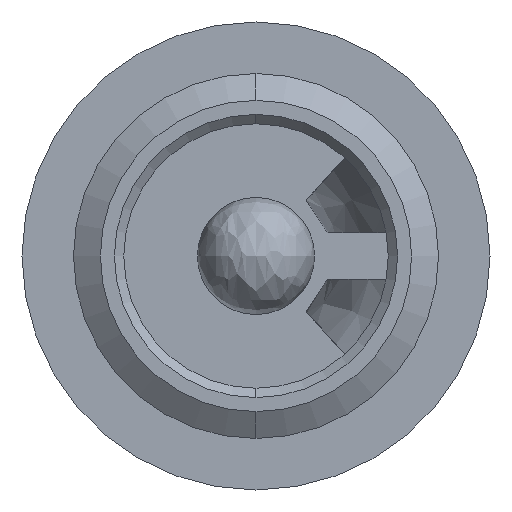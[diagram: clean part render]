
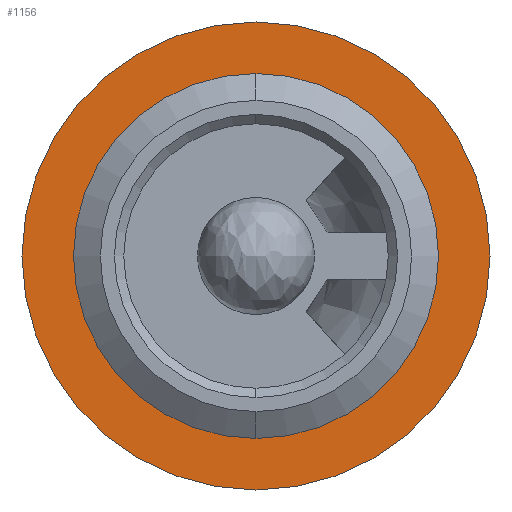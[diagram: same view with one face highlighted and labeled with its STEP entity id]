
A CAD part, left-side view. The second image highlights one B-rep face of the part: STEP entity #1156.
In plain terms, the highlighted planar face has unit normal (-1, 0, 0).
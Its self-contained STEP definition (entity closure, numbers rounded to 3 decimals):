
#141 = DIRECTION ( 'NONE',  ( -1., 0., 0. ) ) ;
#230 = VERTEX_POINT ( 'NONE', #2479 ) ;
#392 = CIRCLE ( 'NONE', #3210, 3.325 ) ;
#451 = ORIENTED_EDGE ( 'NONE', *, *, #1223, .T. ) ;
#518 = DIRECTION ( 'NONE',  ( 0., 0., 1. ) ) ;
#560 = DIRECTION ( 'NONE',  ( 1., 0., 0. ) ) ;
#586 = AXIS2_PLACEMENT_3D ( 'NONE', #3697, #141, #518 ) ;
#912 = CARTESIAN_POINT ( 'NONE',  ( 6.5, 0., 0. ) ) ;
#1156 = ADVANCED_FACE ( 'NONE', ( #1796, #3637 ), #2749, .T. ) ;
#1223 = EDGE_CURVE ( 'NONE', #2998, #2680, #3629, .T. ) ;
#1234 = CARTESIAN_POINT ( 'NONE',  ( 6.5, 0., 3.325 ) ) ;
#1249 = EDGE_CURVE ( 'NONE', #3700, #230, #2685, .T. ) ;
#1253 = DIRECTION ( 'NONE',  ( 1., 0., 0. ) ) ;
#1258 = CIRCLE ( 'NONE', #1918, 5. ) ;
#1404 = CARTESIAN_POINT ( 'NONE',  ( 6.5, 0., 0. ) ) ;
#1523 = AXIS2_PLACEMENT_3D ( 'NONE', #912, #1253, #1860 ) ;
#1539 = EDGE_LOOP ( 'NONE', ( #451, #3116 ) ) ;
#1796 = FACE_BOUND ( 'NONE', #1539, .T. ) ;
#1804 = CARTESIAN_POINT ( 'NONE',  ( 6.5, 0., -5. ) ) ;
#1860 = DIRECTION ( 'NONE',  ( 0., 0., 1. ) ) ;
#1918 = AXIS2_PLACEMENT_3D ( 'NONE', #3957, #3970, #2999 ) ;
#1953 = CARTESIAN_POINT ( 'NONE',  ( 6.5, 0., -3.325 ) ) ;
#1992 = ORIENTED_EDGE ( 'NONE', *, *, #3582, .F. ) ;
#2071 = DIRECTION ( 'NONE',  ( 0., 0., 1. ) ) ;
#2357 = EDGE_CURVE ( 'NONE', #2680, #2998, #392, .T. ) ;
#2479 = CARTESIAN_POINT ( 'NONE',  ( 6.5, 0., 5. ) ) ;
#2680 = VERTEX_POINT ( 'NONE', #1953 ) ;
#2685 = CIRCLE ( 'NONE', #1523, 5. ) ;
#2749 = PLANE ( 'NONE',  #586 ) ;
#2998 = VERTEX_POINT ( 'NONE', #1234 ) ;
#2999 = DIRECTION ( 'NONE',  ( 0., 0., 1. ) ) ;
#3061 = DIRECTION ( 'NONE',  ( 1., 0., 0. ) ) ;
#3083 = AXIS2_PLACEMENT_3D ( 'NONE', #3821, #560, #4137 ) ;
#3116 = ORIENTED_EDGE ( 'NONE', *, *, #2357, .T. ) ;
#3120 = EDGE_LOOP ( 'NONE', ( #1992, #4058 ) ) ;
#3210 = AXIS2_PLACEMENT_3D ( 'NONE', #1404, #3061, #2071 ) ;
#3582 = EDGE_CURVE ( 'NONE', #230, #3700, #1258, .T. ) ;
#3629 = CIRCLE ( 'NONE', #3083, 3.325 ) ;
#3637 = FACE_OUTER_BOUND ( 'NONE', #3120, .T. ) ;
#3697 = CARTESIAN_POINT ( 'NONE',  ( 6.5, 0., 0. ) ) ;
#3700 = VERTEX_POINT ( 'NONE', #1804 ) ;
#3821 = CARTESIAN_POINT ( 'NONE',  ( 6.5, 0., 0. ) ) ;
#3957 = CARTESIAN_POINT ( 'NONE',  ( 6.5, 0., 0. ) ) ;
#3970 = DIRECTION ( 'NONE',  ( 1., 0., 0. ) ) ;
#4058 = ORIENTED_EDGE ( 'NONE', *, *, #1249, .F. ) ;
#4137 = DIRECTION ( 'NONE',  ( 0., 0., 1. ) ) ;
